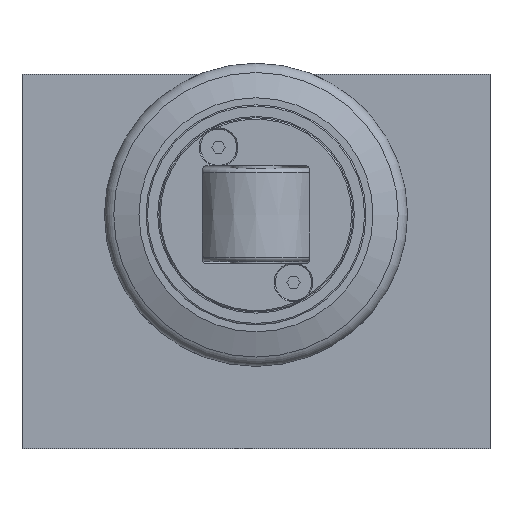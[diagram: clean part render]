
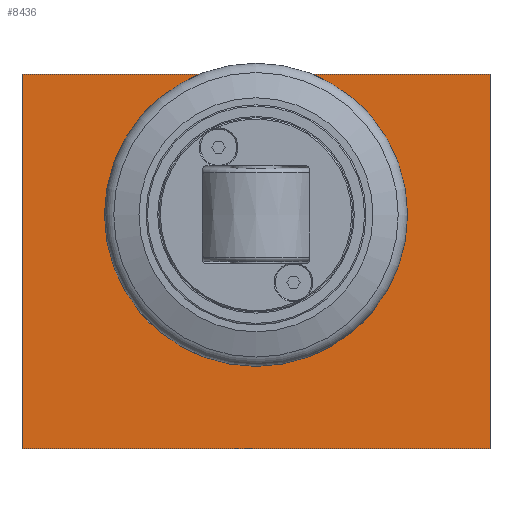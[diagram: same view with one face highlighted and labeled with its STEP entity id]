
A CAD part, front view. The second image highlights one B-rep face of the part: STEP entity #8436.
In plain terms, the highlighted planar face has unit normal (0, -1, 0).
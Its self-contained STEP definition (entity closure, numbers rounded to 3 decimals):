
#55=FACE_BOUND('',#1311,.T.);
#332=PLANE('',#9773);
#822=FACE_OUTER_BOUND('',#1310,.T.);
#1310=EDGE_LOOP('',(#7715,#7716,#7717,#7718));
#1311=EDGE_LOOP('',(#7719));
#2185=CIRCLE('',#9729,20.5);
#2616=LINE('',#15738,#3038);
#2617=LINE('',#15740,#3039);
#2618=LINE('',#15742,#3040);
#2619=LINE('',#15743,#3041);
#3038=VECTOR('',#12811,10.);
#3039=VECTOR('',#12812,10.);
#3040=VECTOR('',#12813,10.);
#3041=VECTOR('',#12814,10.);
#3742=VERTEX_POINT('',#15561);
#3783=VERTEX_POINT('',#15736);
#3784=VERTEX_POINT('',#15737);
#3785=VERTEX_POINT('',#15739);
#3786=VERTEX_POINT('',#15741);
#5041=EDGE_CURVE('',#3742,#3742,#2185,.T.);
#5106=EDGE_CURVE('',#3783,#3784,#2616,.T.);
#5107=EDGE_CURVE('',#3785,#3784,#2617,.T.);
#5108=EDGE_CURVE('',#3786,#3785,#2618,.T.);
#5109=EDGE_CURVE('',#3786,#3783,#2619,.T.);
#7715=ORIENTED_EDGE('',*,*,#5106,.T.);
#7716=ORIENTED_EDGE('',*,*,#5107,.F.);
#7717=ORIENTED_EDGE('',*,*,#5108,.F.);
#7718=ORIENTED_EDGE('',*,*,#5109,.T.);
#7719=ORIENTED_EDGE('',*,*,#5041,.T.);
#8436=ADVANCED_FACE('',(#822,#55),#332,.T.);
#9729=AXIS2_PLACEMENT_3D('',#15563,#12673,#12674);
#9773=AXIS2_PLACEMENT_3D('',#15735,#12809,#12810);
#12673=DIRECTION('center_axis',(0.,1.,0.));
#12674=DIRECTION('ref_axis',(0.,0.,
1.));
#12809=DIRECTION('center_axis',(0.,-1.,0.));
#12810=DIRECTION('ref_axis',(0.,0.,-1.));
#12811=DIRECTION('',(0.,0.,1.));
#12812=DIRECTION('',(1.,0.,0.));
#12813=DIRECTION('',(0.,0.,1.));
#12814=DIRECTION('',(1.,0.,0.));
#15561=CARTESIAN_POINT('',(50.,0.,29.5));
#15563=CARTESIAN_POINT('Origin',(50.,0.,50.));
#15735=CARTESIAN_POINT('Origin',(0.,0.,0.));
#15736=CARTESIAN_POINT('',(100.,0.,0.));
#15737=CARTESIAN_POINT('',(100.,0.,80.));
#15738=CARTESIAN_POINT('',(100.,0.,0.));
#15739=CARTESIAN_POINT('',(0.,0.,80.));
#15740=CARTESIAN_POINT('',(0.,0.,80.));
#15741=CARTESIAN_POINT('',(0.,0.,0.));
#15742=CARTESIAN_POINT('',(0.,0.,0.));
#15743=CARTESIAN_POINT('',(0.,0.,0.));
